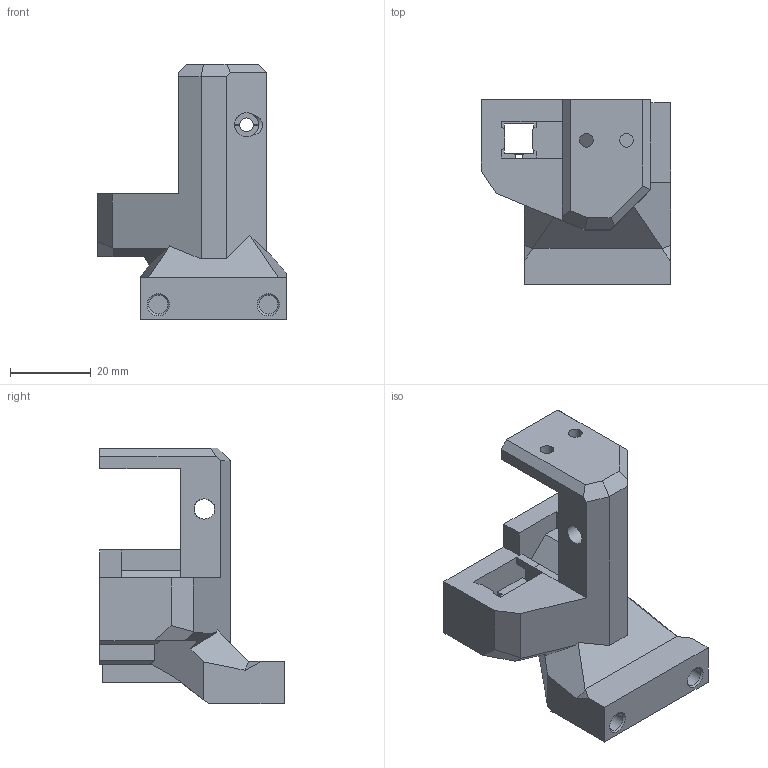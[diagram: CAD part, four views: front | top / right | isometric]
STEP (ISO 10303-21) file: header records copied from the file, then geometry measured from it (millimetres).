
FILE_DESCRIPTION(/* description */ (''),/* implementation_level */ '2;1');
FILE_NAME(/* name */ 'BSide_Klikcy v1.step',/* time_stamp */ '2025-08-31T07:27:12-05:00',/* author */ (''),/* organization */ (''),/* preprocessor_version */ 'ST-DEVELOPER v20.1',/* originating_system */ 'Autodesk Translation Framework v14.10.0.0',/* authorisation */ '');
FILE_SCHEMA (('AUTOMOTIVE_DESIGN { 1 0 10303 214 3 1 1 }'));
Length unit declared in the file: millimetre
Products named in the file (1): BSide_Klikcy
Bounding box: 46.82 x 45.7 x 63.2 mm (x, y, z)
Volume: 35050.7 mm3; surface area: 12630.6 mm2
Topology: 2 solids, 2 shells, 130 faces, 370 edges, 240 vertices
Faces by surface type: plane 119, cylinder 9, cone 2
Full cylindrical faces by diameter (mm): 3.4 x3, 4.7 x2
Entity records: 4258 total; most frequent: CARTESIAN_POINT 798, ORIENTED_EDGE 740, DIRECTION 656, EDGE_CURVE 370, LINE 338, VECTOR 338, VERTEX_POINT 240, AXIS2_PLACEMENT_3D 159
